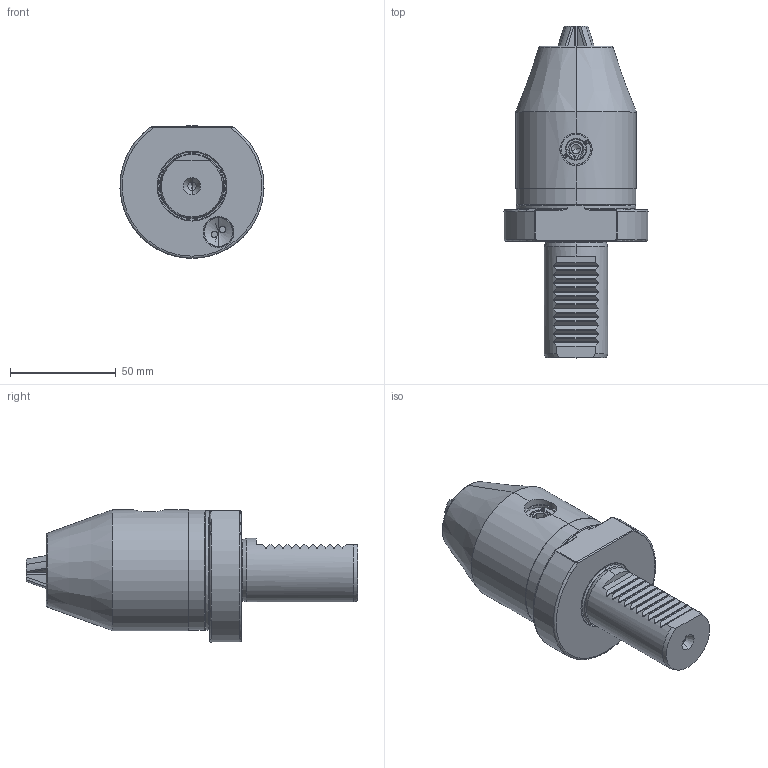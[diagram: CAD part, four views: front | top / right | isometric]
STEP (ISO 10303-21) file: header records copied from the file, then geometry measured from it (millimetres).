
FILE_DESCRIPTION (( 'STEP AP214' ), '1' );
FILE_NAME ('BA2VD302241N1A.STEP', '2020-09-21T07:26:50', ( '' ), ( '' ), 'SwSTEP 2.0', 'SolidWorks 2017', '' );
FILE_SCHEMA (( 'AUTOMOTIVE_DESIGN' ));
Length unit declared in the file: millimetre
Products named in the file (16): BB13316040001A; BA133161000N1A; BY90106010006A; SB018001; BB13313080001A; KR029096; BB13313060101A-; BB13316010001A; BB13313050001A-; BA2VD302241N1A; BY90106000001A; BB13313030001A; BB133160201N1A; BB13313090001A; BY90106000002A; BB2VD22013BN1A
Assembly tree (19 placements, depth 4):
  BA2VD302241N1A
    BA133161000N1A
      BB13316010001A
      BB133160201N1A
      BB13316040001A
      BB13313090001A
      BB13313050001A-
      BB13313060101A-
      BB13313080001A
      SB018001
      KR029096
      BB13313030001A  x3
      BY90106010006A  x3
        BY90106000001A
        BY90106000002A
    BB2VD22013BN1A
Bounding box: 67.93 x 156.58 x 62.49 mm (x, y, z)
Volume: 227783.4 mm3; surface area: 77660.9 mm2
Topology: 19 solids, 19 shells, 1122 faces, 2995 edges, 1897 vertices
Faces by surface type: cylinder 399, plane 354, cone 248, torus 93, bspline 16, sphere 12
Entity records: 40743 total; most frequent: CARTESIAN_POINT 16240, ORIENTED_EDGE 5454, DIRECTION 4507, EDGE_CURVE 2727, AXIS2_PLACEMENT_3D 1859, VERTEX_POINT 1745, EDGE_LOOP 1098, ADVANCED_FACE 1028
